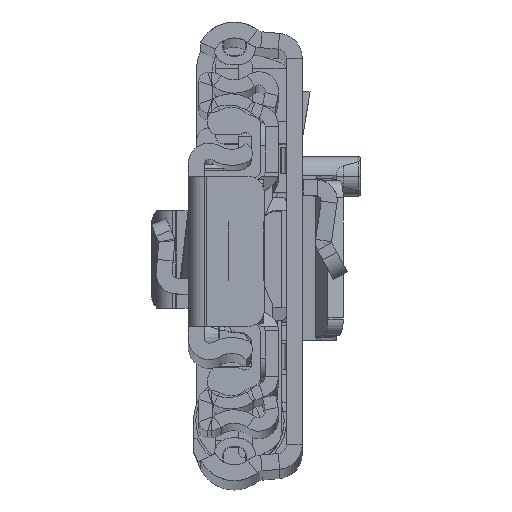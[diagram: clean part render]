
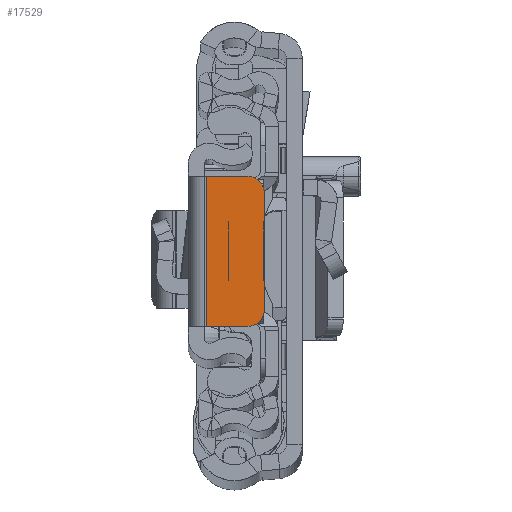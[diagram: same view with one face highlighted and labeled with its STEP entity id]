
A CAD part, top view. The second image highlights one B-rep face of the part: STEP entity #17529.
In plain terms, the highlighted planar face has unit normal (0, 0, 1).
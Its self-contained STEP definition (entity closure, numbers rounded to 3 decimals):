
#77 = CARTESIAN_POINT ( 'NONE',  ( -6.65, 8.5, 0. ) ) ;
#657 = DIRECTION ( 'NONE',  ( -1., 0., 0. ) ) ;
#1515 = CARTESIAN_POINT ( 'NONE',  ( -8.65, 0., 0. ) ) ;
#2136 = AXIS2_PLACEMENT_3D ( 'NONE', #15698, #27953, #37490 ) ;
#4386 = VERTEX_POINT ( 'NONE', #77 ) ;
#4907 = LINE ( 'NONE', #1515, #39303 ) ;
#6009 = ORIENTED_EDGE ( 'NONE', *, *, #11369, .T. ) ;
#6172 = EDGE_CURVE ( 'NONE', #36069, #33734, #34493, .T. ) ;
#6416 = DIRECTION ( 'NONE',  ( 0., 0., 1. ) ) ;
#7033 = FACE_OUTER_BOUND ( 'NONE', #17260, .T. ) ;
#7360 = CARTESIAN_POINT ( 'NONE',  ( -2.05, -8.5, 0. ) ) ;
#8125 = AXIS2_PLACEMENT_3D ( 'NONE', #40869, #6416, #11918 ) ;
#8909 = CARTESIAN_POINT ( 'NONE',  ( 0., -8.5, 0. ) ) ;
#8946 = EDGE_CURVE ( 'NONE', #35063, #4386, #17702, .T. ) ;
#9032 = CARTESIAN_POINT ( 'NONE',  ( -2.05, 8.5, 0. ) ) ;
#11176 = EDGE_CURVE ( 'NONE', #14723, #31325, #4907, .T. ) ;
#11369 = EDGE_CURVE ( 'NONE', #4386, #14723, #33215, .T. ) ;
#11918 = DIRECTION ( 'NONE',  ( -1., 0., 0. ) ) ;
#12501 = DIRECTION ( 'NONE',  ( 0., -1., 0. ) ) ;
#14435 = DIRECTION ( 'NONE',  ( 0., -1., 0. ) ) ;
#14519 = CARTESIAN_POINT ( 'NONE',  ( 0., 8.5, 0. ) ) ;
#14723 = VERTEX_POINT ( 'NONE', #41790 ) ;
#15529 = VECTOR ( 'NONE', #40601, 1000. ) ;
#15698 = CARTESIAN_POINT ( 'NONE',  ( -6.65, 6.5, 0. ) ) ;
#16965 = PLANE ( 'NONE',  #35340 ) ;
#17260 = EDGE_LOOP ( 'NONE', ( #40882, #24928, #25523, #21120, #17720, #6009 ) ) ;
#17529 = ADVANCED_FACE ( 'NONE', ( #7033 ), #16965, .F. ) ;
#17702 = LINE ( 'NONE', #14519, #34405 ) ;
#17720 = ORIENTED_EDGE ( 'NONE', *, *, #8946, .T. ) ;
#19915 = CARTESIAN_POINT ( 'NONE',  ( 0., 0., 0. ) ) ;
#20108 = EDGE_CURVE ( 'NONE', #35063, #33734, #29380, .T. ) ;
#21120 = ORIENTED_EDGE ( 'NONE', *, *, #20108, .F. ) ;
#22439 = CARTESIAN_POINT ( 'NONE',  ( -2.05, -8.5, 0. ) ) ;
#22562 = DIRECTION ( 'NONE',  ( -1., 0., 0. ) ) ;
#24928 = ORIENTED_EDGE ( 'NONE', *, *, #37949, .T. ) ;
#25523 = ORIENTED_EDGE ( 'NONE', *, *, #6172, .T. ) ;
#27904 = CARTESIAN_POINT ( 'NONE',  ( -8.65, -6.5, 0. ) ) ;
#27953 = DIRECTION ( 'NONE',  ( 0., 0., 1. ) ) ;
#29380 = LINE ( 'NONE', #22439, #31455 ) ;
#30036 = DIRECTION ( 'NONE',  ( 0., 0., -1. ) ) ;
#31325 = VERTEX_POINT ( 'NONE', #27904 ) ;
#31455 = VECTOR ( 'NONE', #12501, 1000. ) ;
#33215 = CIRCLE ( 'NONE', #2136, 2. ) ;
#33734 = VERTEX_POINT ( 'NONE', #7360 ) ;
#34405 = VECTOR ( 'NONE', #22562, 1000. ) ;
#34493 = LINE ( 'NONE', #8909, #15529 ) ;
#35063 = VERTEX_POINT ( 'NONE', #9032 ) ;
#35340 = AXIS2_PLACEMENT_3D ( 'NONE', #19915, #30036, #657 ) ;
#36069 = VERTEX_POINT ( 'NONE', #39280 ) ;
#37490 = DIRECTION ( 'NONE',  ( -1., 0., 0. ) ) ;
#37949 = EDGE_CURVE ( 'NONE', #31325, #36069, #39840, .T. ) ;
#39280 = CARTESIAN_POINT ( 'NONE',  ( -6.65, -8.5, 0. ) ) ;
#39303 = VECTOR ( 'NONE', #14435, 1000. ) ;
#39840 = CIRCLE ( 'NONE', #8125, 2. ) ;
#40601 = DIRECTION ( 'NONE',  ( 1., 0., 0. ) ) ;
#40869 = CARTESIAN_POINT ( 'NONE',  ( -6.65, -6.5, 0. ) ) ;
#40882 = ORIENTED_EDGE ( 'NONE', *, *, #11176, .T. ) ;
#41790 = CARTESIAN_POINT ( 'NONE',  ( -8.65, 6.5, 0. ) ) ;
